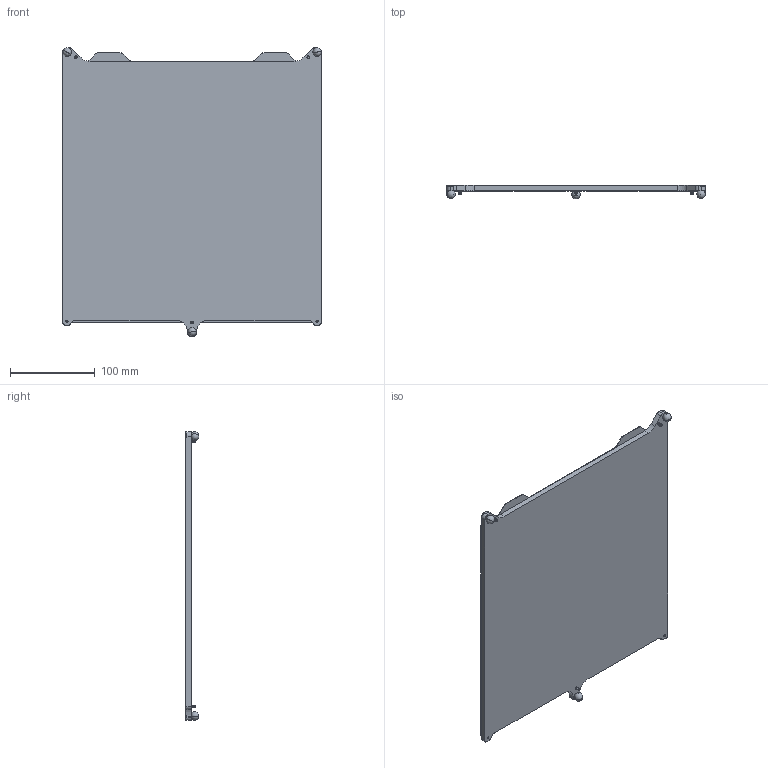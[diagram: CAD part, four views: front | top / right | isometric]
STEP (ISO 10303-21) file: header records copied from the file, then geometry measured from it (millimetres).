
FILE_DESCRIPTION (( 'STEP AP203' ), '1' );
FILE_NAME ('build_plate_assembly.STEP', '2019-09-14T17:09:46', ( '' ), ( '' ), 'SwSTEP 2.0', 'SolidWorks 2019', '' );
FILE_SCHEMA (( 'CONFIG_CONTROL_DESIGN' ));
Length unit declared in the file: millimetre
Products named in the file (7): _ASPO3_10_b_2; build_plate_assembly; m4_threaded_ball; m4_10mm_flathead_screw_92125A190_92125A190; build_plate; m3_set_screw_4mm_92605A098_92605A098; z_plate_3
Assembly tree (13 placements, depth 2):
  build_plate_assembly
    z_plate_3
    m4_threaded_ball  x3
    m3_set_screw_4mm_92605A098_92605A098  x2
    _ASPO3_10_b_2  x3
    build_plate
    m4_10mm_flathead_screw_92125A190_92125A190  x3
Bounding box: 305 x 16.35 x 340 mm (x, y, z)
Volume: 645702.8 mm3; surface area: 389052.1 mm2
Topology: 13 solids, 13 shells, 456 faces, 1187 edges, 749 vertices
Faces by surface type: cylinder 229, plane 110, cone 99, bspline 12, sphere 6
Entity records: 10133 total; most frequent: CARTESIAN_POINT 3912, ORIENTED_EDGE 1176, DIRECTION 1069, EDGE_CURVE 588, AXIS2_PLACEMENT_3D 401, VERTEX_POINT 377, LINE 267, VECTOR 267
